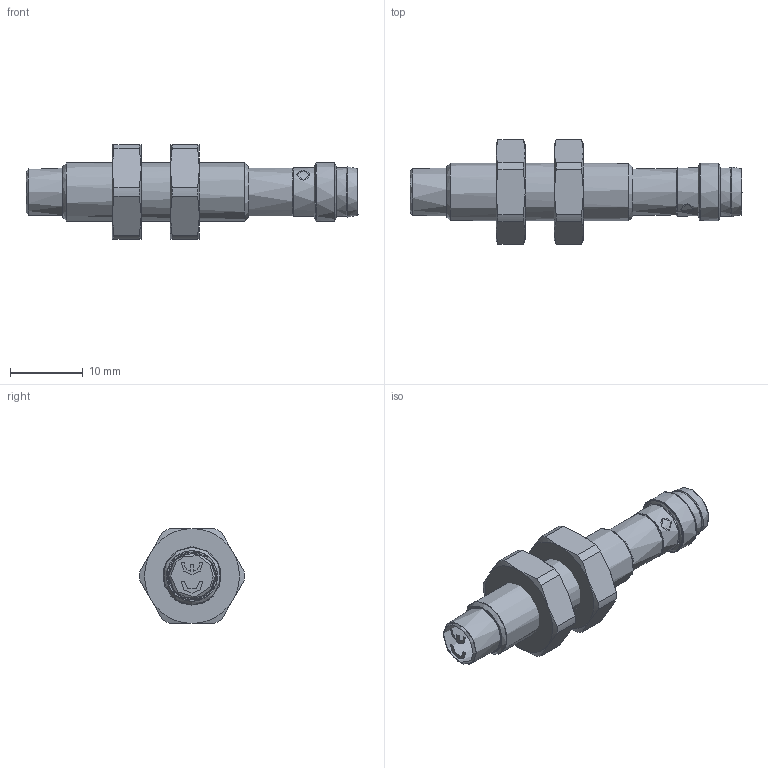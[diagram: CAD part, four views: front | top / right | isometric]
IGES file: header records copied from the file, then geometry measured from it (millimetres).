
Global section: file name: Filename.iges; native system: Open CASCADE 6.7; preprocessor: Open CASCADE IGES processor 6.7; author: schlueter; date: 20160914.110916; units: inch
Bounding box: 45.52 x 14.39 x 13 mm (x, y, z)
Surface area: 2274.3 mm2 (no closed solid volume)
Topology: 0 solids, 0 shells, 82 faces, 351 edges, 314 vertices
Faces by surface type: revolution 56, plane 25, bspline 1
